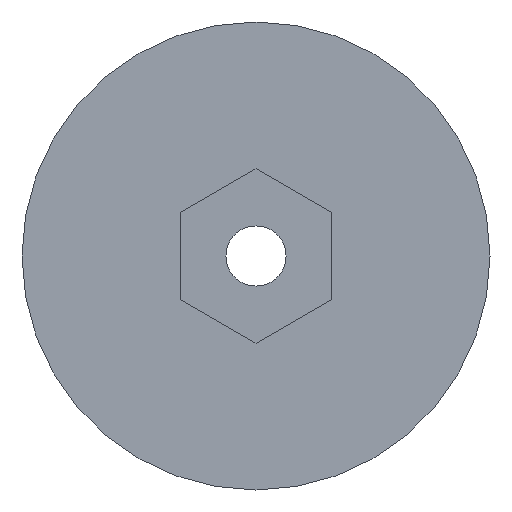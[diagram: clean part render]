
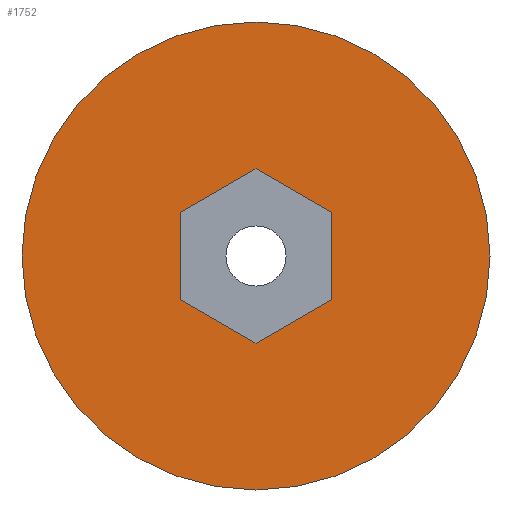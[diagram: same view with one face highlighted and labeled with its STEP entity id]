
A CAD part, left-side view. The second image highlights one B-rep face of the part: STEP entity #1752.
In plain terms, the highlighted planar face has unit normal (-1, 0, 0).
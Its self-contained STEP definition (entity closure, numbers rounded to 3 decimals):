
#115=CARTESIAN_POINT('',(0.,0.,0.));
#116=DIRECTION('',(-1.,0.,0.));
#117=DIRECTION('',(0.,1.,0.));
#118=AXIS2_PLACEMENT_3D('',#115,#116,#117);
#120=CARTESIAN_POINT('',(0.,0.,0.));
#121=DIRECTION('',(-1.,0.,0.));
#122=DIRECTION('',(0.,-1.,0.));
#123=AXIS2_PLACEMENT_3D('',#120,#121,#122);
#125=DIRECTION('',(0.,-0.866,-0.5));
#126=VECTOR('',#125,2.309);
#127=CARTESIAN_POINT('',(0.,0.,2.309));
#128=LINE('',#127,#126);
#129=DIRECTION('',(0.,-0.866,0.5));
#130=VECTOR('',#129,2.309);
#131=CARTESIAN_POINT('',(0.,2.,1.155));
#132=LINE('',#131,#130);
#133=DIRECTION('',(0.,0.,1.));
#134=VECTOR('',#133,2.309);
#135=CARTESIAN_POINT('',(0.,2.,-1.155));
#136=LINE('',#135,#134);
#137=DIRECTION('',(0.,0.866,0.5));
#138=VECTOR('',#137,2.309);
#139=CARTESIAN_POINT('',(0.,0.,-2.309));
#140=LINE('',#139,#138);
#141=DIRECTION('',(0.,0.866,-0.5));
#142=VECTOR('',#141,2.309);
#143=CARTESIAN_POINT('',(0.,-2.,-1.155));
#144=LINE('',#143,#142);
#145=DIRECTION('',(0.,0.,-1.));
#146=VECTOR('',#145,2.309);
#147=CARTESIAN_POINT('',(0.,-2.,1.155));
#148=LINE('',#147,#146);
#1671=CARTESIAN_POINT('',(0.,0.,2.309));
#1672=CARTESIAN_POINT('',(0.,-2.,1.155));
#1673=VERTEX_POINT('',#1671);
#1674=VERTEX_POINT('',#1672);
#1675=CARTESIAN_POINT('',(0.,-2.,-1.155));
#1676=VERTEX_POINT('',#1675);
#1677=CARTESIAN_POINT('',(0.,0.,-2.309));
#1678=VERTEX_POINT('',#1677);
#1679=CARTESIAN_POINT('',(0.,2.,-1.155));
#1680=VERTEX_POINT('',#1679);
#1681=CARTESIAN_POINT('',(0.,2.,1.155));
#1682=VERTEX_POINT('',#1681);
#1703=CARTESIAN_POINT('',(0.,6.195,0.));
#1704=CARTESIAN_POINT('',(0.,-6.195,0.));
#1705=VERTEX_POINT('',#1703);
#1706=VERTEX_POINT('',#1704);
#1727=CARTESIAN_POINT('',(0.,0.,0.));
#1728=DIRECTION('',(1.,0.,0.));
#1729=DIRECTION('',(0.,-1.,0.));
#1730=AXIS2_PLACEMENT_3D('',#1727,#1728,#1729);
#1731=PLANE('',#1730);
#1733=ORIENTED_EDGE('',*,*,#1732,.F.);
#1735=ORIENTED_EDGE('',*,*,#1734,.F.);
#1736=EDGE_LOOP('',(#1733,#1735));
#1737=FACE_OUTER_BOUND('',#1736,.F.);
#1739=ORIENTED_EDGE('',*,*,#1738,.F.);
#1741=ORIENTED_EDGE('',*,*,#1740,.F.);
#1743=ORIENTED_EDGE('',*,*,#1742,.F.);
#1745=ORIENTED_EDGE('',*,*,#1744,.F.);
#1747=ORIENTED_EDGE('',*,*,#1746,.F.);
#1749=ORIENTED_EDGE('',*,*,#1748,.F.);
#1750=EDGE_LOOP('',(#1739,#1741,#1743,#1745,#1747,#1749));
#1751=FACE_BOUND('',#1750,.F.);
#119=CIRCLE('',#118,6.195);
#124=CIRCLE('',#123,6.195);
#1732=EDGE_CURVE('',#1705,#1706,#119,.T.);
#1734=EDGE_CURVE('',#1706,#1705,#124,.T.);
#1738=EDGE_CURVE('',#1673,#1674,#128,.T.);
#1740=EDGE_CURVE('',#1682,#1673,#132,.T.);
#1742=EDGE_CURVE('',#1680,#1682,#136,.T.);
#1744=EDGE_CURVE('',#1678,#1680,#140,.T.);
#1746=EDGE_CURVE('',#1676,#1678,#144,.T.);
#1748=EDGE_CURVE('',#1674,#1676,#148,.T.);
#1752=ADVANCED_FACE('',(#1737,#1751),#1731,.F.);
